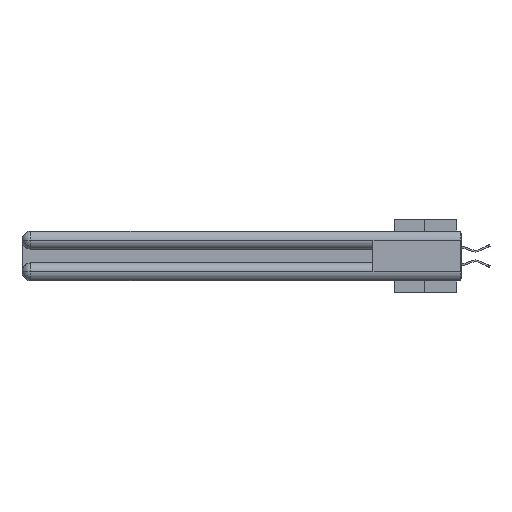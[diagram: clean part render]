
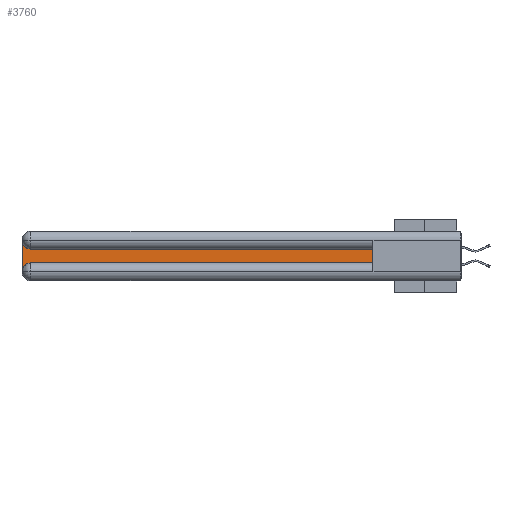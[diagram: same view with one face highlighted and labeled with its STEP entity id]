
A CAD part, left-side view. The second image highlights one B-rep face of the part: STEP entity #3760.
In plain terms, the highlighted planar face has unit normal (-1, 0, 0).
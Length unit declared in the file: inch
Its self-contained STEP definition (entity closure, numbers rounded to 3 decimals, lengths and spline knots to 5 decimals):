
#450 = FACE_OUTER_BOUND ( 'NONE', #20867, .T. ) ;
#2067 = ORIENTED_EDGE ( 'NONE', *, *, #34184, .T. ) ;
#3569 = CARTESIAN_POINT ( 'NONE',  ( 0.075, 0.6, -0.2175 ) ) ;
#3760 = ADVANCED_FACE ( 'NONE', ( #450 ), #36371, .F. ) ;
#4636 = CARTESIAN_POINT ( 'NONE',  ( 0.075, 0.6, -0.2175 ) ) ;
#5397 = AXIS2_PLACEMENT_3D ( 'NONE', #43600, #18849, #42872 ) ;
#5790 = DIRECTION ( 'NONE',  ( 0., 0., -1. ) ) ;
#6968 = VECTOR ( 'NONE', #16611, 39.37008 ) ;
#8234 = CARTESIAN_POINT ( 'NONE',  ( 0.075, 3., -0.2775 ) ) ;
#8516 = AXIS2_PLACEMENT_3D ( 'NONE', #43566, #15956, #39805 ) ;
#8867 = EDGE_CURVE ( 'NONE', #38416, #22671, #12916, .T. ) ;
#10886 = DIRECTION ( 'NONE',  ( 0., -1., 0. ) ) ;
#12886 = CARTESIAN_POINT ( 'NONE',  ( 0.075, 0.6, -0.1225 ) ) ;
#12916 = CIRCLE ( 'NONE', #43471, 0.06 ) ;
#14776 = ORIENTED_EDGE ( 'NONE', *, *, #41793, .T. ) ;
#15280 = CARTESIAN_POINT ( 'NONE',  ( 0.075, 2.94, -0.2175 ) ) ;
#15956 = DIRECTION ( 'NONE',  ( 1., 0., 0. ) ) ;
#16239 = CARTESIAN_POINT ( 'NONE',  ( 0.075, 2.94, -0.1225 ) ) ;
#16430 = VERTEX_POINT ( 'NONE', #3569 ) ;
#16611 = DIRECTION ( 'NONE',  ( 0., 0., -1. ) ) ;
#17838 = ORIENTED_EDGE ( 'NONE', *, *, #36271, .T. ) ;
#18849 = DIRECTION ( 'NONE',  ( 1., 0., 0. ) ) ;
#19578 = EDGE_CURVE ( 'NONE', #31397, #16430, #36614, .T. ) ;
#20693 = LINE ( 'NONE', #4636, #38957 ) ;
#20714 = VERTEX_POINT ( 'NONE', #8234 ) ;
#20867 = EDGE_LOOP ( 'NONE', ( #23259, #37747, #14776, #17838, #26313, #2067 ) ) ;
#21977 = EDGE_CURVE ( 'NONE', #25289, #38416, #38042, .T. ) ;
#22671 = VERTEX_POINT ( 'NONE', #33710 ) ;
#23259 = ORIENTED_EDGE ( 'NONE', *, *, #21977, .T. ) ;
#24190 = CIRCLE ( 'NONE', #5397, 0.06 ) ;
#25289 = VERTEX_POINT ( 'NONE', #30989 ) ;
#26313 = ORIENTED_EDGE ( 'NONE', *, *, #19578, .T. ) ;
#26370 = CARTESIAN_POINT ( 'NONE',  ( 0.075, 2.94, -0.0625 ) ) ;
#26655 = DIRECTION ( 'NONE',  ( 0., 1., 0. ) ) ;
#30294 = DIRECTION ( 'NONE',  ( 1., 0., 0. ) ) ;
#30989 = CARTESIAN_POINT ( 'NONE',  ( 0.075, 0.6, -0.1225 ) ) ;
#31078 = CARTESIAN_POINT ( 'NONE',  ( 0.075, 3., -0.2175 ) ) ;
#31115 = CARTESIAN_POINT ( 'NONE',  ( 0.075, 0.6, -0.2175 ) ) ;
#31397 = VERTEX_POINT ( 'NONE', #15280 ) ;
#32153 = VECTOR ( 'NONE', #26655, 39.37008 ) ;
#32579 = DIRECTION ( 'NONE',  ( 0., 0., 1. ) ) ;
#33710 = CARTESIAN_POINT ( 'NONE',  ( 0.075, 3., -0.0625 ) ) ;
#34184 = EDGE_CURVE ( 'NONE', #16430, #25289, #20693, .T. ) ;
#36271 = EDGE_CURVE ( 'NONE', #20714, #31397, #24190, .T. ) ;
#36371 = PLANE ( 'NONE',  #8516 ) ;
#36614 = LINE ( 'NONE', #31115, #42037 ) ;
#37747 = ORIENTED_EDGE ( 'NONE', *, *, #8867, .T. ) ;
#38042 = LINE ( 'NONE', #12886, #32153 ) ;
#38416 = VERTEX_POINT ( 'NONE', #16239 ) ;
#38957 = VECTOR ( 'NONE', #32579, 39.37008 ) ;
#39805 = DIRECTION ( 'NONE',  ( 0., 0., -1. ) ) ;
#41793 = EDGE_CURVE ( 'NONE', #22671, #20714, #43977, .T. ) ;
#42037 = VECTOR ( 'NONE', #10886, 39.37008 ) ;
#42872 = DIRECTION ( 'NONE',  ( 0., 0., -1. ) ) ;
#43471 = AXIS2_PLACEMENT_3D ( 'NONE', #26370, #30294, #5790 ) ;
#43566 = CARTESIAN_POINT ( 'NONE',  ( 0.075, 3., -0.1225 ) ) ;
#43600 = CARTESIAN_POINT ( 'NONE',  ( 0.075, 2.94, -0.2775 ) ) ;
#43977 = LINE ( 'NONE', #31078, #6968 ) ;
